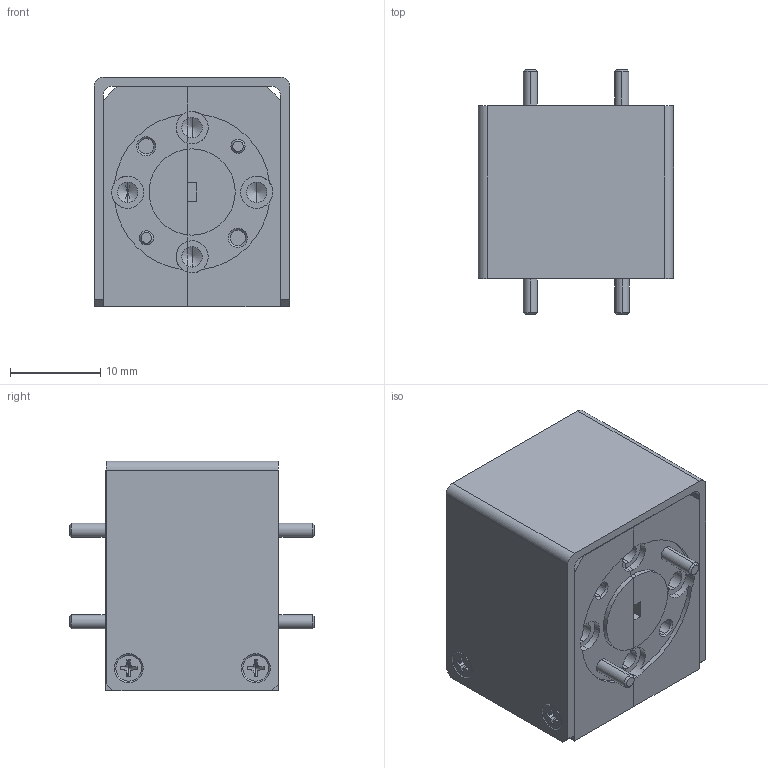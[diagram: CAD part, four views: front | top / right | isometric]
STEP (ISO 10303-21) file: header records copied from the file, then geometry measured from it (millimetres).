
FILE_DESCRIPTION (( 'STEP AP214' ), '1' );
FILE_NAME ('NW-IF-A, Defeatured.STEP', '2023-08-04T18:39:04', ( '' ), ( '' ), 'SwSTEP 2.0', 'SolidWorks 2021', '' );
FILE_SCHEMA (( 'AUTOMOTIVE_DESIGN' ));
Length unit declared in the file: inch
Products named in the file (1): NW-IF-A, Defeatured
Bounding box: 21.62 x 27.1 x 25.4 mm (x, y, z)
Volume: 9996.2 mm3; surface area: 7048.3 mm2
Topology: 7 solids, 7 shells, 440 faces, 1214 edges, 776 vertices
Faces by surface type: cylinder 176, plane 136, cone 116, bspline 12
Entity records: 25556 total; most frequent: CARTESIAN_POINT 9171, ORIENTED_EDGE 2364, DIRECTION 2076, EDGE_CURVE 1182, VERTEX_POINT 776, AXIS2_PLACEMENT_3D 773, LINE 530, VECTOR 530
